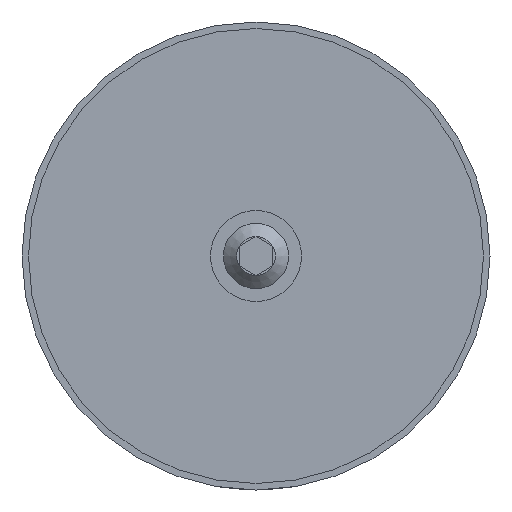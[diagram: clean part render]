
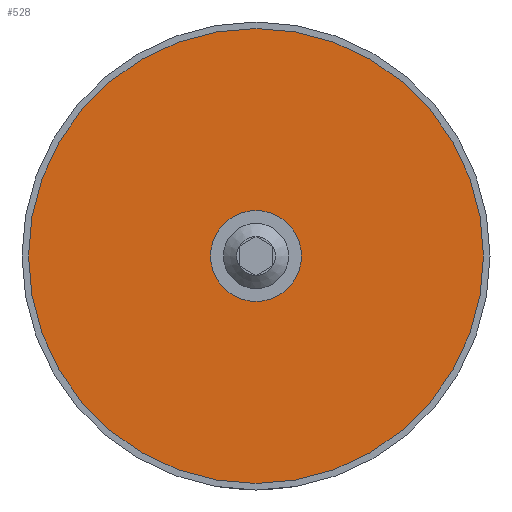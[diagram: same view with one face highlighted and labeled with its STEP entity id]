
A CAD part, front view. The second image highlights one B-rep face of the part: STEP entity #528.
In plain terms, the highlighted planar face has unit normal (0, -1, 0).
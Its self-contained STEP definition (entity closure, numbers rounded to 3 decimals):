
#55=PLANE('',#700);
#76=FACE_BOUND('',#204,.T.);
#162=FACE_OUTER_BOUND('',#203,.T.);
#203=EDGE_LOOP('',(#420));
#204=EDGE_LOOP('',(#421));
#241=CIRCLE('',#695,7.);
#243=CIRCLE('',#698,35.);
#279=VERTEX_POINT('',#1029);
#281=VERTEX_POINT('',#1035);
#327=EDGE_CURVE('',#279,#279,#241,.T.);
#330=EDGE_CURVE('',#281,#281,#243,.T.);
#420=ORIENTED_EDGE('',*,*,#330,.F.);
#421=ORIENTED_EDGE('',*,*,#327,.F.);
#528=ADVANCED_FACE('',(#162,#76),#55,.F.);
#695=AXIS2_PLACEMENT_3D('',#1031,#808,#809);
#698=AXIS2_PLACEMENT_3D('',#1037,#815,#816);
#700=AXIS2_PLACEMENT_3D('',#1039,#819,#820);
#808=DIRECTION('center_axis',(0.,-1.,0.));
#809=DIRECTION('ref_axis',(1.,0.,0.));
#815=DIRECTION('center_axis',(0.,1.,0.));
#816=DIRECTION('ref_axis',(-1.,0.,0.));
#819=DIRECTION('center_axis',(0.,1.,0.));
#820=DIRECTION('ref_axis',(0.,0.,1.));
#1029=CARTESIAN_POINT('',(-7.,0.,0.));
#1031=CARTESIAN_POINT('Origin',(0.,0.,0.));
#1035=CARTESIAN_POINT('',(35.,0.,0.));
#1037=CARTESIAN_POINT('Origin',(0.,0.,0.));
#1039=CARTESIAN_POINT('Origin',(0.,0.,0.));
